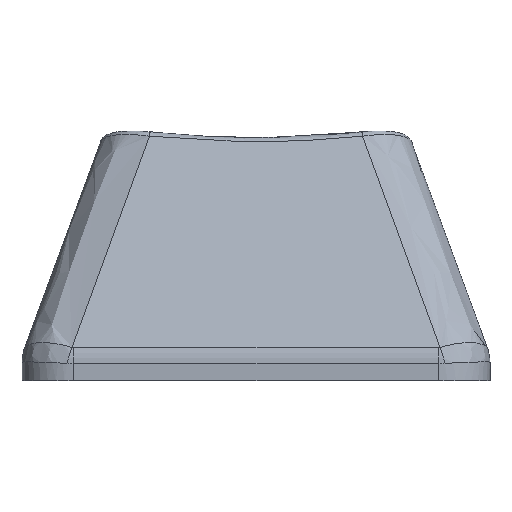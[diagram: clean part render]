
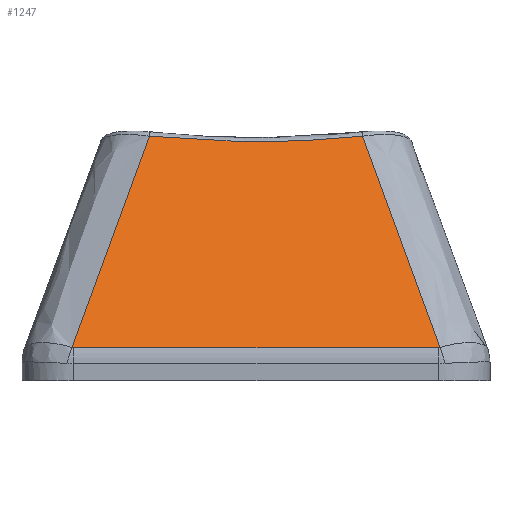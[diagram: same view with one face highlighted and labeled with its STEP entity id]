
A CAD part, front view. The second image highlights one B-rep face of the part: STEP entity #1247.
In plain terms, the highlighted planar face has unit normal (0, -0.909, 0.417).
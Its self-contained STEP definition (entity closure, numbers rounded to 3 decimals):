
#18=PLANE('',#1341);
#143=FACE_OUTER_BOUND('',#218,.T.);
#218=EDGE_LOOP('',(#915,#916,#917,#918,#919,#920));
#315=B_SPLINE_CURVE_WITH_KNOTS('',3,(#2232,#2233,#2234,#2235),
 .UNSPECIFIED.,.F.,.F.,(4,4),(-0.969,-0.018),
 .UNSPECIFIED.);
#317=B_SPLINE_CURVE_WITH_KNOTS('',3,(#2243,#2244,#2245,#2246),
 .UNSPECIFIED.,.F.,.F.,(4,4),(0.018,0.969),
 .UNSPECIFIED.);
#318=B_SPLINE_CURVE_WITH_KNOTS('',3,(#2247,#2248,#2249,#2250),
 .UNSPECIFIED.,.F.,.F.,(4,4),(-0.829,0.),.UNSPECIFIED.);
#383=LINE('',#2072,#440);
#440=VECTOR('',#1442,10.);
#495=ELLIPSE('',#1334,1.2,0.5);
#497=ELLIPSE('',#1339,1.2,0.5);
#534=VERTEX_POINT('',#2028);
#538=VERTEX_POINT('',#2062);
#540=VERTEX_POINT('',#2068);
#542=VERTEX_POINT('',#2089);
#548=VERTEX_POINT('',#2231);
#549=VERTEX_POINT('',#2242);
#677=EDGE_CURVE('',#534,#538,#495,.T.);
#680=EDGE_CURVE('',#538,#540,#383,.T.);
#683=EDGE_CURVE('',#540,#542,#497,.T.);
#694=EDGE_CURVE('',#542,#548,#315,.T.);
#696=EDGE_CURVE('',#549,#534,#317,.T.);
#697=EDGE_CURVE('',#548,#549,#318,.T.);
#915=ORIENTED_EDGE('',*,*,#683,.F.);
#916=ORIENTED_EDGE('',*,*,#680,.F.);
#917=ORIENTED_EDGE('',*,*,#677,.F.);
#918=ORIENTED_EDGE('',*,*,#696,.F.);
#919=ORIENTED_EDGE('',*,*,#697,.F.);
#920=ORIENTED_EDGE('',*,*,#694,.F.);
#1247=ADVANCED_FACE('',(#143),#18,.T.);
#1334=AXIS2_PLACEMENT_3D('',#2066,#1435,#1436);
#1339=AXIS2_PLACEMENT_3D('',#2093,#1447,#1448);
#1341=AXIS2_PLACEMENT_3D('',#2241,#1451,#1452);
#1435=DIRECTION('center_axis',(0.,0.909,-0.417));
#1436=DIRECTION('ref_axis',(0.,-0.417,-0.909));
#1442=DIRECTION('',(-1.,0.,0.));
#1447=DIRECTION('center_axis',(0.,0.909,-0.417));
#1448=DIRECTION('ref_axis',(0.,-0.417,-0.909));
#1451=DIRECTION('center_axis',(0.,-0.909,
0.417));
#1452=DIRECTION('ref_axis',(0.,-0.417,-0.909));
#2028=CARTESIAN_POINT('',(7.144,-8.94,0.306));
#2062=CARTESIAN_POINT('',(7.081,-8.944,0.298));
#2066=CARTESIAN_POINT('Origin',(7.081,-8.444,1.389));
#2068=CARTESIAN_POINT('',(-7.08,-8.944,0.298));
#2072=CARTESIAN_POINT('',(7.525,-8.944,0.298));
#2089=CARTESIAN_POINT('',(-7.144,-8.94,0.306));
#2093=CARTESIAN_POINT('Origin',(-7.08,-8.444,1.389));
#2231=CARTESIAN_POINT('',(-4.136,-5.185,8.501));
#2232=CARTESIAN_POINT('Ctrl Pts',(-7.144,-8.94,0.306));
#2233=CARTESIAN_POINT('Ctrl Pts',(-6.151,-7.687,3.041));
#2234=CARTESIAN_POINT('Ctrl Pts',(-5.151,-6.435,5.773));
#2235=CARTESIAN_POINT('Ctrl Pts',(-4.136,-5.185,8.501));
#2241=CARTESIAN_POINT('Origin',(5.969,-4.966,8.98));
#2242=CARTESIAN_POINT('',(4.136,-5.185,8.501));
#2243=CARTESIAN_POINT('Ctrl Pts',(4.136,-5.185,8.501));
#2244=CARTESIAN_POINT('Ctrl Pts',(5.151,-6.435,5.773));
#2245=CARTESIAN_POINT('Ctrl Pts',(6.151,-7.687,3.041));
#2246=CARTESIAN_POINT('Ctrl Pts',(7.144,-8.94,0.306));
#2247=CARTESIAN_POINT('Ctrl Pts',(-4.136,-5.185,8.501));
#2248=CARTESIAN_POINT('Ctrl Pts',(-1.391,-5.32,8.207));
#2249=CARTESIAN_POINT('Ctrl Pts',(1.391,-5.32,8.207));
#2250=CARTESIAN_POINT('Ctrl Pts',(4.136,-5.185,8.501));
